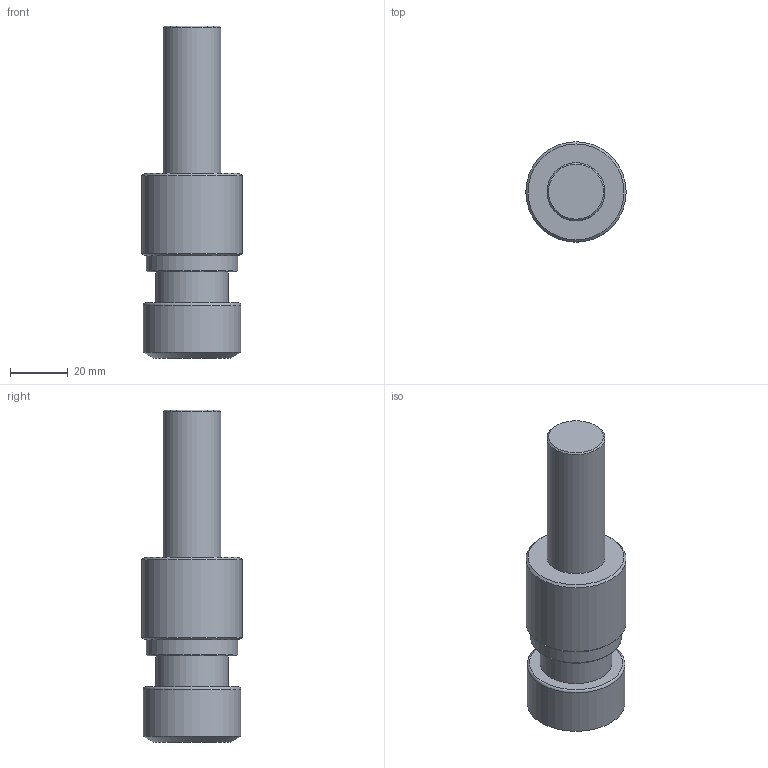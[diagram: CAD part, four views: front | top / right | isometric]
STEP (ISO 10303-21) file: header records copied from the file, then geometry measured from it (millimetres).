
FILE_DESCRIPTION(/* description */ (''),/* implementation_level */ '2;1');
FILE_NAME(/* name */ '1525692211344.stp',/* time_stamp */ '2018-05-07T13:23:41+02:00',/* author */ (''),/* organization */ ('SMS'),/* preprocessor_version */ 'ST-DEVELOPER v15',/* originating_system */ 'SIEMENS PLM Software NX 8.5',/* authorisation */ '');
FILE_SCHEMA (('AUTOMOTIVE_DESIGN { 1 0 10303 214 3 1 1 1 }'));
Length unit declared in the file: millimetre
Products named in the file (1): 201637334mod000_00
Bounding box: 34.59 x 34.59 x 114.5 mm (x, y, z)
Volume: 68733.1 mm3; surface area: 12032.5 mm2
Topology: 1 solids, 1 shells, 17 faces, 27 edges, 19 vertices
Faces by surface type: plane 6, cylinder 5, cone 5, torus 1
Full cylindrical faces by diameter (mm): 19.997 x1, 24.867 x1, 31.471 x1, 33.7 x1, 34.595 x1
Entity records: 403 total; most frequent: DIRECTION 74, CARTESIAN_POINT 56, AXIS2_PLACEMENT_3D 37, EDGE_LOOP 32, ORIENTED_EDGE 32, FACE_BOUND 30, ADVANCED_FACE 17, VERTEX_POINT 16
